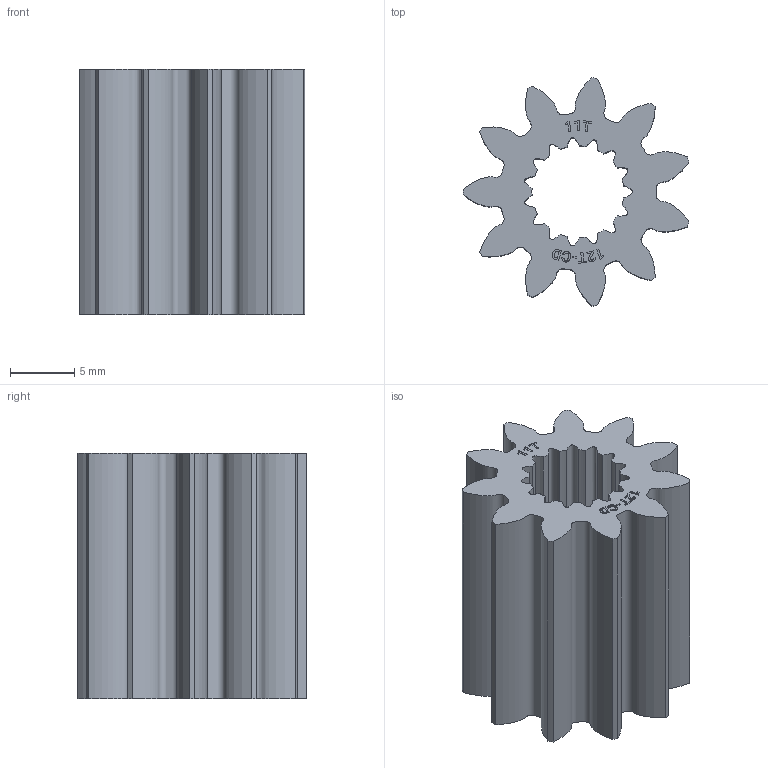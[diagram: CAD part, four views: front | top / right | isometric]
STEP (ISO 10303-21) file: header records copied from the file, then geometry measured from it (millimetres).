
FILE_DESCRIPTION (( 'STEP AP214' ), '1' );
FILE_NAME ('WCP-1009 Rev1.step', '2023-10-11T20:26:47', ( '' ), ( '' ), 'SwSTEP 2.0', 'SolidWorks 2022', '' );
FILE_SCHEMA (( 'AUTOMOTIVE_DESIGN' ));
Length unit declared in the file: inch
Products named in the file (1): WCP-1009 Rev1
Bounding box: 17.52 x 17.7 x 19.05 mm (x, y, z)
Volume: 2479.5 mm3; surface area: 2538.6 mm2
Topology: 1 solids, 1 shells, 245 faces, 666 edges, 444 vertices
Faces by surface type: plane 144, bspline 74, cylinder 27
Entity records: 16446 total; most frequent: CARTESIAN_POINT 10662, ORIENTED_EDGE 1332, DIRECTION 916, EDGE_CURVE 666, LINE 464, VECTOR 464, VERTEX_POINT 444, EDGE_LOOP 268
